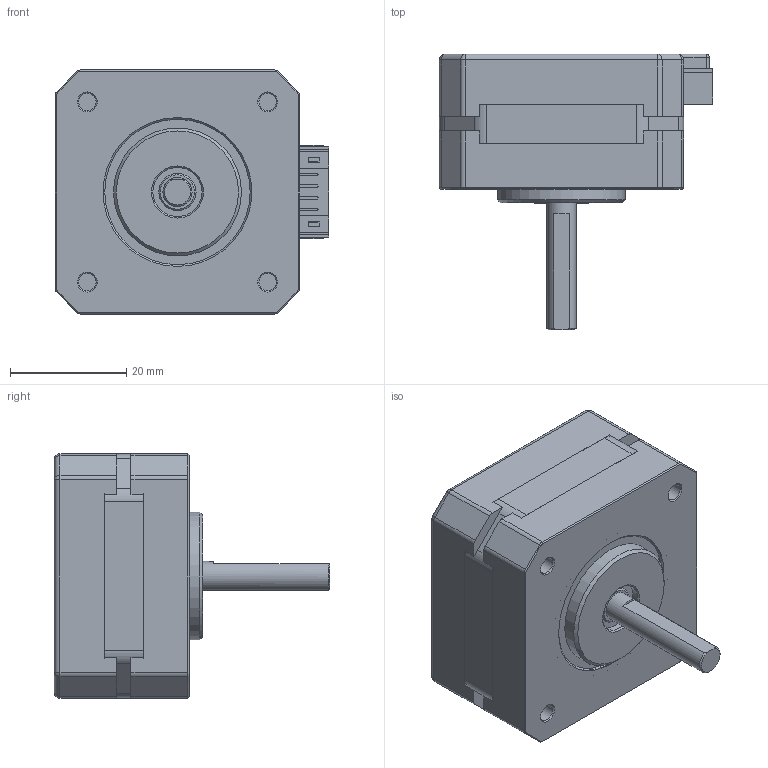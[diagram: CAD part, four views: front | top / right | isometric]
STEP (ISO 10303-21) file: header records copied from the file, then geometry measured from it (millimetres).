
FILE_DESCRIPTION(('FreeCAD Model'),'2;1');
FILE_NAME('Open CASCADE Shape Model','2022-02-15T08:39:22',('Author'),( ''),'Open CASCADE STEP processor 7.5','FreeCAD','Unknown');
FILE_SCHEMA(('AUTOMOTIVE_DESIGN { 1 0 10303 214 1 1 1 1 }'));
Length unit declared in the file: millimetre
Products named in the file (15): NEMA_17_Stepper_Motor; Body; Body001; Body002; Body003; M3x12-Screw; M3x12-Screw004; M3x12-Screw005; M3x12-Screw006; Body004; Body005; Body006; Array; Body007; Body008
Assembly tree (19 placements, depth 3):
  NEMA_17_Stepper_Motor
    Body
    Body001
    Body002
    Body003
    M3x12-Screw
    M3x12-Screw004
    M3x12-Screw005
    M3x12-Screw006
    Body004
    Body005
    Body006
    Array
      Body007  x6
    Body008
Bounding box: 47 x 47.4 x 42 mm (x, y, z)
Volume: 36206.8 mm3; surface area: 22433.1 mm2
Topology: 18 solids, 18 shells, 405 faces, 992 edges, 626 vertices
Faces by surface type: plane 261, cylinder 81, cone 45, sphere 14, revolution 4
Full cylindrical faces by diameter (mm): 3 x20, 5 x2, 5.6 x4, 6.2 x4, 6.4 x2, 8.45 x2, 15 x3, 21 x2, 22 x1, 25.6 x1, 27.872 x1, 30 x1
Entity records: 23762 total; most frequent: CARTESIAN_POINT 5593, DIRECTION 3470, ORIENTED_EDGE 1756, PCURVE 1756, DEFINITIONAL_REPRESENTATION 1756, LINE 1755, VECTOR 1755, EDGE_CURVE 878
